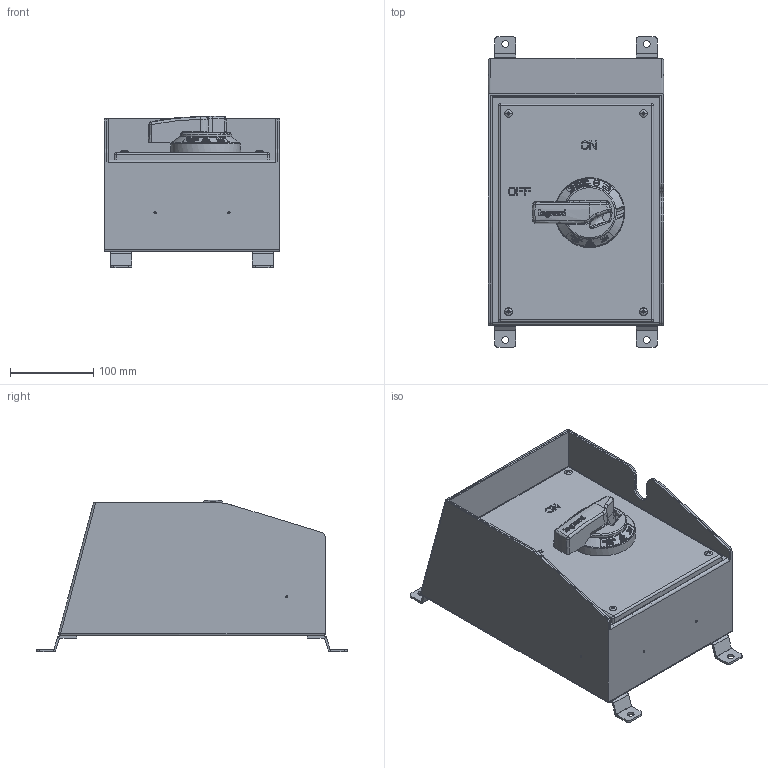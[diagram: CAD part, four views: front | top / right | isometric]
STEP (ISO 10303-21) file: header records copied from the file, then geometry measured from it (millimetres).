
FILE_DESCRIPTION((''),'2;1');
FILE_NAME('PSDS100SR','2017-10-03T',('abrind1a'),(''),'PRO/ENGINEER BY PARAMETRIC TECHNOLOGY CORPORATION, 2014200','PRO/ENGINEER BY PARAMETRIC TECHNOLOGY CORPORATION, 2014200','');
FILE_SCHEMA(('CONFIG_CONTROL_DESIGN'));
Length unit declared in the file: inch
Products named in the file (1): PSDS100SR
Bounding box: 210.92 x 374.14 x 182.35 mm (x, y, z)
Surface area: 378492.5 mm2 (no closed solid volume)
Topology: 0 solids, 149 shells, 423 faces, 4514 edges, 4191 vertices
Faces by surface type: cone 141, plane 127, cylinder 71, bspline 49, sphere 18, torus 17
Entity records: 47331 total; most frequent: CARTESIAN_POINT 23579, ORIENTED_EDGE 5008, EDGE_CURVE 4488, VERTEX_POINT 4191, B_SPLINE_CURVE_WITH_KNOTS 3478, DIRECTION 2124, AXIS2_PLACEMENT_3D 740, VECTOR 644
